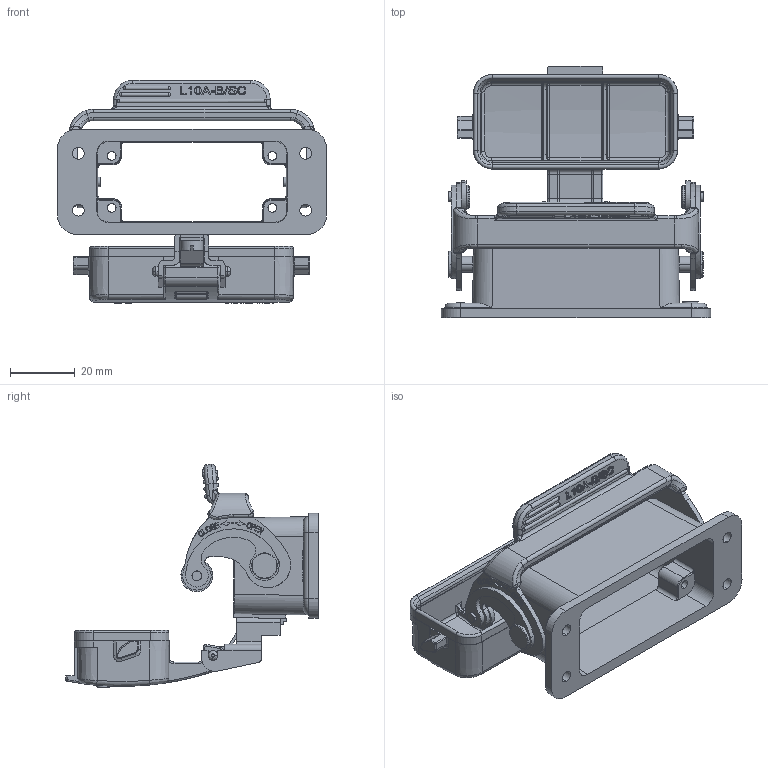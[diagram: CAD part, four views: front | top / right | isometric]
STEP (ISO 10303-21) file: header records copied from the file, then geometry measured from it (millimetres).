
FILE_DESCRIPTION((''),'2;1');
FILE_NAME('33','2024-01-25T',('11539'),(''),'PRO/ENGINEER BY PARAMETRIC TECHNOLOGY CORPORATION, 2012480','PRO/ENGINEER BY PARAMETRIC TECHNOLOGY CORPORATION, 2012480','');
FILE_SCHEMA(('CONFIG_CONTROL_DESIGN'));
Products named in the file (1): 33
Bounding box: 83 x 77.7 x 68.88 mm (x, y, z)
Volume: 35435.2 mm3; surface area: 31302.1 mm2
Topology: 1 solids, 11 shells, 1485 faces, 4033 edges, 2627 vertices
Faces by surface type: plane 642, cylinder 374, extrusion 229, bspline 99, torus 79, cone 38, sphere 24
Entity records: 55952 total; most frequent: CARTESIAN_POINT 19756, ORIENTED_EDGE 8006, DIRECTION 6664, EDGE_CURVE 4003, VERTEX_POINT 2627, VECTOR 2338, AXIS2_PLACEMENT_3D 2163, LINE 2109
